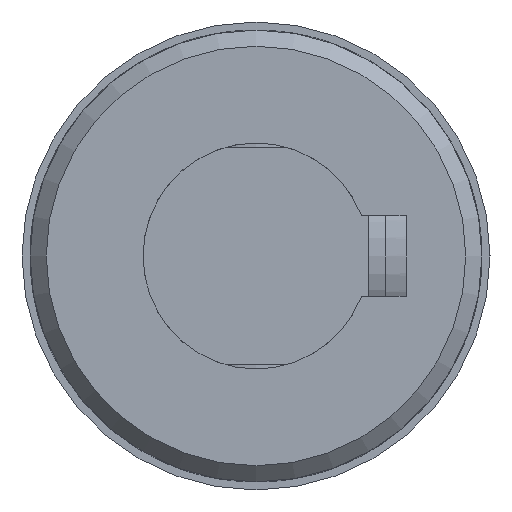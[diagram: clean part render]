
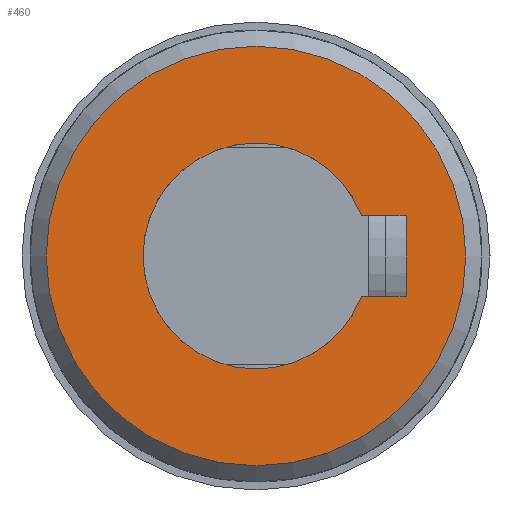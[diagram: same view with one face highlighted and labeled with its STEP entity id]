
A CAD part, left-side view. The second image highlights one B-rep face of the part: STEP entity #460.
In plain terms, the highlighted planar face has unit normal (-1, 0, 0).
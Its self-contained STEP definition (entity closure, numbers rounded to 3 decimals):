
#460 = ADVANCED_FACE( '', ( #963, #964 ), #965, .T. );
#963 = FACE_BOUND( '', #1545, .T. );
#964 = FACE_OUTER_BOUND( '', #1546, .T. );
#965 = PLANE( '', #1547 );
#1545 = EDGE_LOOP( '', ( #2484, #2485, #2486, #2487 ) );
#1546 = EDGE_LOOP( '', ( #2488 ) );
#1547 = AXIS2_PLACEMENT_3D( '', #2489, #2490, #2491 );
#2484 = ORIENTED_EDGE( '', *, *, #3705, .T. );
#2485 = ORIENTED_EDGE( '', *, *, #3551, .T. );
#2486 = ORIENTED_EDGE( '', *, *, #3419, .T. );
#2487 = ORIENTED_EDGE( '', *, *, #3480, .T. );
#2488 = ORIENTED_EDGE( '', *, *, #3590, .F. );
#2489 = CARTESIAN_POINT( '', ( 0., 13., 0. ) );
#2490 = DIRECTION( '', ( -1., 0., 0. ) );
#2491 = DIRECTION( '', ( 0., 0., 1. ) );
#3419 = EDGE_CURVE( '', #4047, #4045, #4048, .T. );
#3480 = EDGE_CURVE( '', #4045, #4147, #4149, .T. );
#3551 = EDGE_CURVE( '', #4263, #4047, #4264, .T. );
#3590 = EDGE_CURVE( '', #4326, #4326, #4327, .T. );
#3705 = EDGE_CURVE( '', #4147, #4263, #4514, .T. );
#4045 = VERTEX_POINT( '', #4945 );
#4047 = VERTEX_POINT( '', #4948 );
#4048 = LINE( '', #4949, #4950 );
#4147 = VERTEX_POINT( '', #5237 );
#4149 = LINE( '', #5240, #5241 );
#4263 = VERTEX_POINT( '', #5662 );
#4264 = CIRCLE( '', #5663, 7. );
#4326 = VERTEX_POINT( '', #5922 );
#4327 = CIRCLE( '', #5923, 13. );
#4514 = LINE( '', #6280, #6281 );
#4945 = CARTESIAN_POINT( '', ( 0., -2.5, -9.3 ) );
#4948 = CARTESIAN_POINT( '', ( 0., -2.5, -6.538 ) );
#4949 = CARTESIAN_POINT( '', ( 0., -2.5, 0. ) );
#4950 = VECTOR( '', #6915, 1000. );
#5237 = CARTESIAN_POINT( '', ( 0., 2.5, -9.3 ) );
#5240 = CARTESIAN_POINT( '', ( 0., -2.5, -9.3 ) );
#5241 = VECTOR( '', #6997, 1000. );
#5662 = CARTESIAN_POINT( '', ( 0., 2.5, -6.538 ) );
#5663 = AXIS2_PLACEMENT_3D( '', #7074, #7075, #7076 );
#5922 = CARTESIAN_POINT( '', ( 0., 0., -13. ) );
#5923 = AXIS2_PLACEMENT_3D( '', #7127, #7128, #7129 );
#6280 = CARTESIAN_POINT( '', ( 0., 2.5, -9.3 ) );
#6281 = VECTOR( '', #7267, 1000. );
#6915 = DIRECTION( '', ( 0., 0., -1. ) );
#6997 = DIRECTION( '', ( 0., 1., 0. ) );
#7074 = CARTESIAN_POINT( '', ( 0., 0., 0. ) );
#7075 = DIRECTION( '', ( 1., 0., 0. ) );
#7076 = DIRECTION( '', ( 0., 0., -1. ) );
#7127 = CARTESIAN_POINT( '', ( 0., 0., 0. ) );
#7128 = DIRECTION( '', ( 1., 0., 0. ) );
#7129 = DIRECTION( '', ( 0., 0., -1. ) );
#7267 = DIRECTION( '', ( 0., 0., 1. ) );
